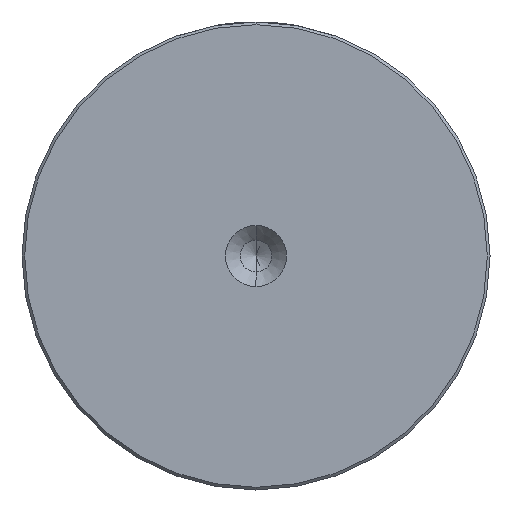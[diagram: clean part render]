
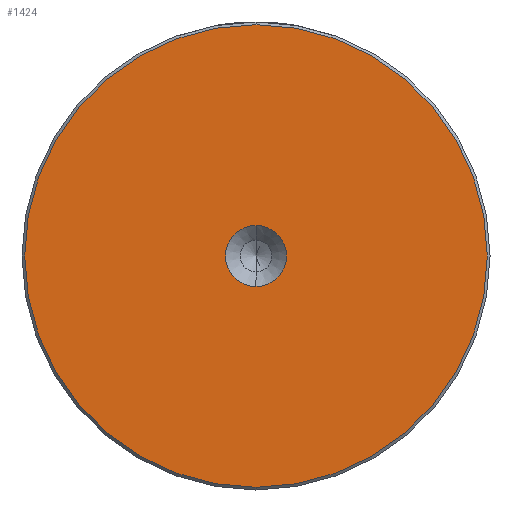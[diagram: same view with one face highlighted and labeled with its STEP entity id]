
A CAD part, left-side view. The second image highlights one B-rep face of the part: STEP entity #1424.
In plain terms, the highlighted planar face has unit normal (-1, 0, 0).
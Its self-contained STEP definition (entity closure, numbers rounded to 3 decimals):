
#182 = ORIENTED_EDGE ( 'NONE', *, *, #2256, .F. ) ;
#188 = CIRCLE ( 'NONE', #2433, 5.6 ) ;
#231 = EDGE_LOOP ( 'NONE', ( #182, #998 ) ) ;
#264 = CARTESIAN_POINT ( 'NONE',  ( 0., 0., 0. ) ) ;
#342 = DIRECTION ( 'NONE',  ( -1., 0., 0. ) ) ;
#382 = VERTEX_POINT ( 'NONE', #1222 ) ;
#398 = CARTESIAN_POINT ( 'NONE',  ( 0., 0., -5.6 ) ) ;
#464 = VERTEX_POINT ( 'NONE', #398 ) ;
#474 = CARTESIAN_POINT ( 'NONE',  ( 0., 0., 5.6 ) ) ;
#492 = FACE_BOUND ( 'NONE', #231, .T. ) ;
#545 = ORIENTED_EDGE ( 'NONE', *, *, #2246, .T. ) ;
#657 = DIRECTION ( 'NONE',  ( -1., 0., 0. ) ) ;
#674 = PLANE ( 'NONE',  #2589 ) ;
#692 = CARTESIAN_POINT ( 'NONE',  ( 0., 0., 0. ) ) ;
#882 = DIRECTION ( 'NONE',  ( 0., 0., 1. ) ) ;
#884 = CIRCLE ( 'NONE', #1509, 42.5 ) ;
#903 = DIRECTION ( 'NONE',  ( 0., 0., 1. ) ) ;
#998 = ORIENTED_EDGE ( 'NONE', *, *, #2007, .F. ) ;
#1107 = CARTESIAN_POINT ( 'NONE',  ( 0., 0., 0. ) ) ;
#1133 = CIRCLE ( 'NONE', #1930, 5.6 ) ;
#1222 = CARTESIAN_POINT ( 'NONE',  ( 0., 0., 42.5 ) ) ;
#1307 = DIRECTION ( 'NONE',  ( 0., 0., 1. ) ) ;
#1424 = ADVANCED_FACE ( 'NONE', ( #1535, #492 ), #674, .T. ) ;
#1474 = CARTESIAN_POINT ( 'NONE',  ( 0., 0., -42.5 ) ) ;
#1509 = AXIS2_PLACEMENT_3D ( 'NONE', #1107, #2583, #1307 ) ;
#1535 = FACE_OUTER_BOUND ( 'NONE', #2481, .T. ) ;
#1584 = CARTESIAN_POINT ( 'NONE',  ( 0., 0., 0. ) ) ;
#1601 = VERTEX_POINT ( 'NONE', #474 ) ;
#1774 = EDGE_CURVE ( 'NONE', #2082, #382, #2250, .T. ) ;
#1798 = DIRECTION ( 'NONE',  ( 0., 0., 1. ) ) ;
#1894 = AXIS2_PLACEMENT_3D ( 'NONE', #1907, #657, #2128 ) ;
#1907 = CARTESIAN_POINT ( 'NONE',  ( 0., 0., 0. ) ) ;
#1915 = ORIENTED_EDGE ( 'NONE', *, *, #1774, .T. ) ;
#1930 = AXIS2_PLACEMENT_3D ( 'NONE', #692, #2161, #903 ) ;
#2007 = EDGE_CURVE ( 'NONE', #464, #1601, #188, .T. ) ;
#2082 = VERTEX_POINT ( 'NONE', #1474 ) ;
#2128 = DIRECTION ( 'NONE',  ( 0., 0., 1. ) ) ;
#2143 = DIRECTION ( 'NONE',  ( -1., 0., 0. ) ) ;
#2161 = DIRECTION ( 'NONE',  ( -1., 0., 0. ) ) ;
#2246 = EDGE_CURVE ( 'NONE', #382, #2082, #884, .T. ) ;
#2250 = CIRCLE ( 'NONE', #1894, 42.5 ) ;
#2256 = EDGE_CURVE ( 'NONE', #1601, #464, #1133, .T. ) ;
#2433 = AXIS2_PLACEMENT_3D ( 'NONE', #1584, #342, #1798 ) ;
#2481 = EDGE_LOOP ( 'NONE', ( #1915, #545 ) ) ;
#2583 = DIRECTION ( 'NONE',  ( -1., 0., 0. ) ) ;
#2589 = AXIS2_PLACEMENT_3D ( 'NONE', #264, #2143, #882 ) ;
